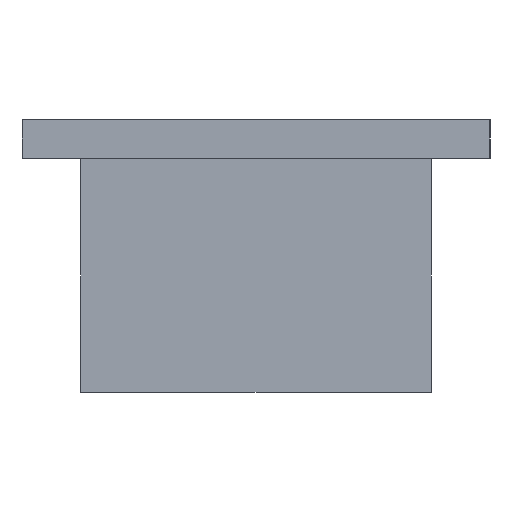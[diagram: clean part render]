
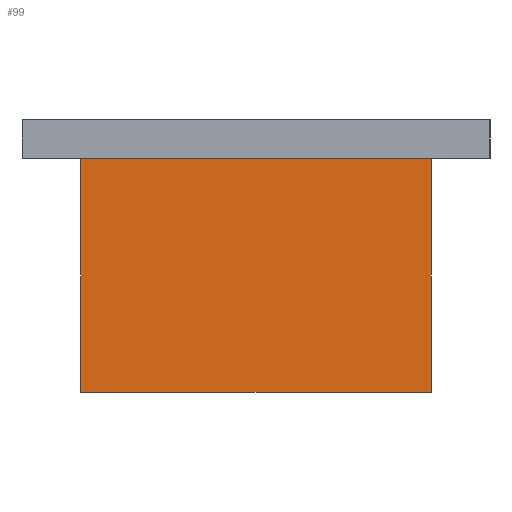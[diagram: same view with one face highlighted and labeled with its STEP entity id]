
A CAD part, front view. The second image highlights one B-rep face of the part: STEP entity #99.
In plain terms, the highlighted planar face has unit normal (0, -1, 0).
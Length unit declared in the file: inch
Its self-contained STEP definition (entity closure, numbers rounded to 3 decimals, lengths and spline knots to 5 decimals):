
#64=FACE_OUTER_BOUND('',#451,.T.);
#99=ADVANCED_FACE('',(#64),#161,.T.);
#161=PLANE('',#1157);
#196=LINE('',#1608,#276);
#203=LINE('',#1623,#283);
#204=LINE('',#1626,#284);
#205=LINE('',#1627,#285);
#276=VECTOR('',#1283,1.);
#283=VECTOR('',#1294,1.);
#284=VECTOR('',#1295,1.);
#285=VECTOR('',#1296,1.);
#451=EDGE_LOOP('',(#588,#589,#590,#591));
#588=ORIENTED_EDGE('',*,*,#969,.F.);
#589=ORIENTED_EDGE('',*,*,#970,.F.);
#590=ORIENTED_EDGE('',*,*,#962,.T.);
#591=ORIENTED_EDGE('',*,*,#971,.F.);
#856=VERTEX_POINT('',#1609);
#857=VERTEX_POINT('',#1610);
#862=VERTEX_POINT('',#1624);
#863=VERTEX_POINT('',#1625);
#962=EDGE_CURVE('',#856,#857,#196,.T.);
#969=EDGE_CURVE('',#862,#863,#203,.T.);
#970=EDGE_CURVE('',#856,#862,#204,.T.);
#971=EDGE_CURVE('',#863,#857,#205,.T.);
#1157=AXIS2_PLACEMENT_3D('',#1628,#1297,#1298);
#1283=DIRECTION('',(0.,0.,1.));
#1294=DIRECTION('',(0.,0.,1.));
#1295=DIRECTION('',(-1.,0.,0.));
#1296=DIRECTION('',(1.,0.,0.));
#1297=DIRECTION('',(0.,-1.,0.));
#1298=DIRECTION('',(1.,0.,0.));
#1608=CARTESIAN_POINT('',(1.125,-1.4375,1.75));
#1609=CARTESIAN_POINT('',(1.125,-1.4375,0.25));
#1610=CARTESIAN_POINT('',(1.125,-1.4375,1.75));
#1623=CARTESIAN_POINT('',(-1.125,-1.4375,1.75));
#1624=CARTESIAN_POINT('',(-1.125,-1.4375,0.25));
#1625=CARTESIAN_POINT('',(-1.125,-1.4375,1.75));
#1626=CARTESIAN_POINT('',(1.125,-1.4375,0.25));
#1627=CARTESIAN_POINT('',(1.125,-1.4375,1.75));
#1628=CARTESIAN_POINT('',(1.125,-1.4375,1.75));
